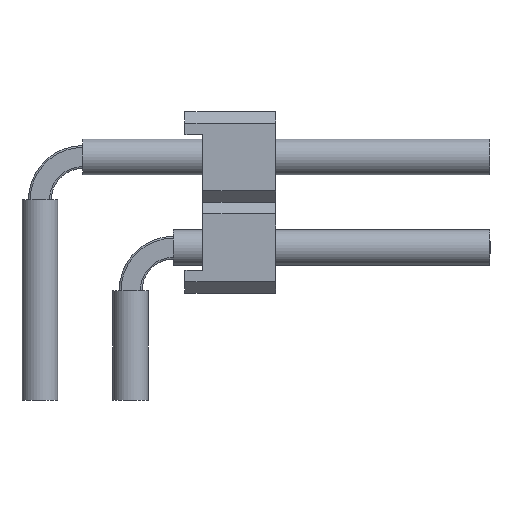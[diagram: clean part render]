
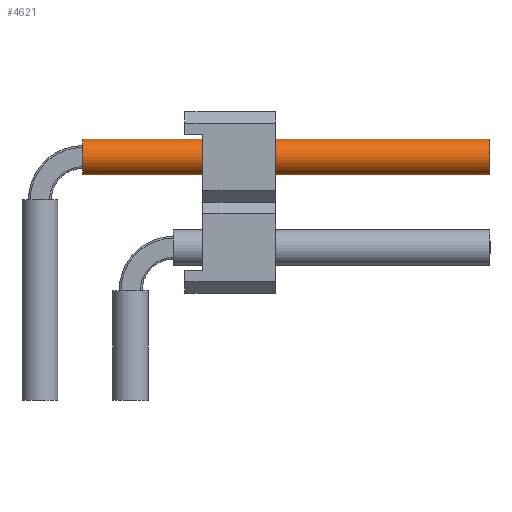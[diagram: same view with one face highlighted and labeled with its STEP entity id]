
A CAD part, left-side view. The second image highlights one B-rep face of the part: STEP entity #4621.
In plain terms, the highlighted cylindrical face has radius 0.5 mm (diameter 1 mm), a full revolution.
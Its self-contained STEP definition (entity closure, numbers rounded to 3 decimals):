
#2534=ORIENTED_EDGE('',*,*,#3192,.F.);
#2535=ORIENTED_EDGE('',*,*,#3193,.T.);
#3192=EDGE_CURVE('',#3628,#3628,#3780,.T.);
#3193=EDGE_CURVE('',#3629,#3629,#3781,.T.);
#3628=VERTEX_POINT('',#7785);
#3629=VERTEX_POINT('',#7787);
#3780=CIRCLE('',#5106,0.5);
#3781=CIRCLE('',#5107,0.5);
#4044=EDGE_LOOP('',(#2534));
#4045=EDGE_LOOP('',(#2535));
#4308=FACE_BOUND('',#4044,.T.);
#4309=FACE_BOUND('',#4045,.T.);
#4389=CYLINDRICAL_SURFACE('',#5105,0.5);
#4621=ADVANCED_FACE('',(#4308,#4309),#4389,.F.);
#5105=AXIS2_PLACEMENT_3D('',#7783,#6428,#6429);
#5106=AXIS2_PLACEMENT_3D('',#7784,#6430,#6431);
#5107=AXIS2_PLACEMENT_3D('',#7786,#6432,#6433);
#6428=DIRECTION('',(1.,0.,0.));
#6429=DIRECTION('',(0.,0.,-1.));
#6430=DIRECTION('',(-1.,0.,0.));
#6431=DIRECTION('',(0.,0.,1.));
#6432=DIRECTION('',(-1.,0.,0.));
#6433=DIRECTION('',(0.,0.,1.));
#7783=CARTESIAN_POINT('',(1.2,0.,6.81));
#7784=CARTESIAN_POINT('',(12.6,0.,6.81));
#7785=CARTESIAN_POINT('',(12.6,0.,7.31));
#7786=CARTESIAN_POINT('',(1.2,0.,6.81));
#7787=CARTESIAN_POINT('',(1.2,0.,7.31));
